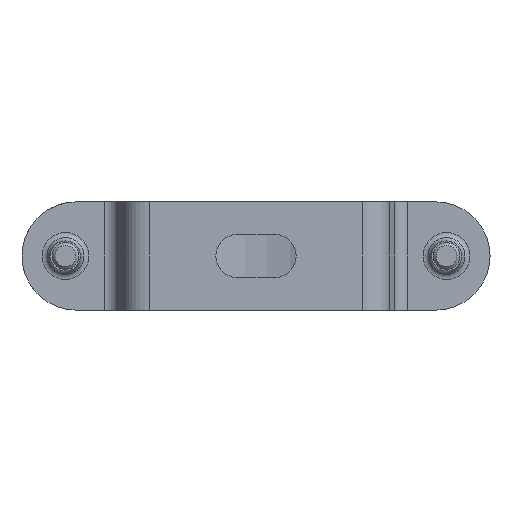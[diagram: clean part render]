
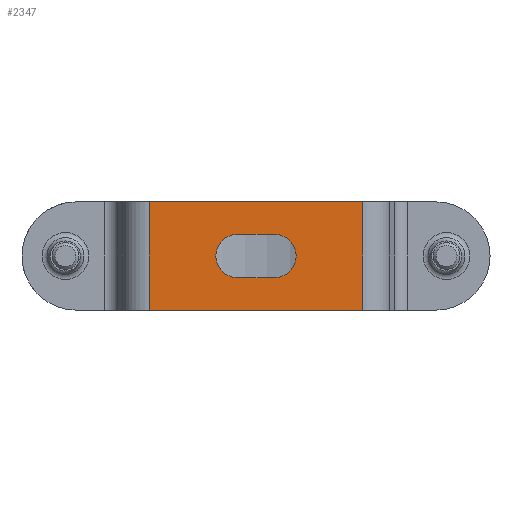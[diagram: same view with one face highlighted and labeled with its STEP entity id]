
A CAD part, front view. The second image highlights one B-rep face of the part: STEP entity #2347.
In plain terms, the highlighted planar face has unit normal (0, -1, 0).
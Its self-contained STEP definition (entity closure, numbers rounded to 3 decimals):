
#41=FACE_BOUND('',#393,.T.);
#125=PLANE('',#2613);
#255=FACE_OUTER_BOUND('',#392,.T.);
#392=EDGE_LOOP('',(#1875,#1876,#1877,#1878));
#393=EDGE_LOOP('',(#1879,#1880,#1881,#1882));
#502=LINE('',#4197,#641);
#507=LINE('',#4220,#646);
#511=LINE('',#4231,#650);
#518=LINE('',#4252,#657);
#519=LINE('',#4255,#658);
#520=LINE('',#4256,#659);
#641=VECTOR('',#3117,10.);
#646=VECTOR('',#3140,10.);
#650=VECTOR('',#3152,10.);
#657=VECTOR('',#3177,10.);
#658=VECTOR('',#3180,10.);
#659=VECTOR('',#3181,10.);
#820=CIRCLE('',#2597,3.25);
#822=CIRCLE('',#2601,3.25);
#1013=VERTEX_POINT('',#4194);
#1014=VERTEX_POINT('',#4196);
#1019=VERTEX_POINT('',#4210);
#1020=VERTEX_POINT('',#4211);
#1023=VERTEX_POINT('',#4219);
#1025=VERTEX_POINT('',#4225);
#1031=VERTEX_POINT('',#4250);
#1032=VERTEX_POINT('',#4254);
#1303=EDGE_CURVE('',#1013,#1014,#502,.T.);
#1310=EDGE_CURVE('',#1019,#1020,#820,.T.);
#1314=EDGE_CURVE('',#1023,#1019,#507,.T.);
#1317=EDGE_CURVE('',#1025,#1023,#822,.T.);
#1320=EDGE_CURVE('',#1020,#1025,#511,.T.);
#1331=EDGE_CURVE('',#1013,#1031,#518,.T.);
#1332=EDGE_CURVE('',#1032,#1031,#519,.T.);
#1333=EDGE_CURVE('',#1014,#1032,#520,.T.);
#1875=ORIENTED_EDGE('',*,*,#1331,.T.);
#1876=ORIENTED_EDGE('',*,*,#1332,.F.);
#1877=ORIENTED_EDGE('',*,*,#1333,.F.);
#1878=ORIENTED_EDGE('',*,*,#1303,.F.);
#1879=ORIENTED_EDGE('',*,*,#1310,.T.);
#1880=ORIENTED_EDGE('',*,*,#1320,.T.);
#1881=ORIENTED_EDGE('',*,*,#1317,.T.);
#1882=ORIENTED_EDGE('',*,*,#1314,.T.);
#2347=ADVANCED_FACE('',(#255,#41),#125,.T.);
#2597=AXIS2_PLACEMENT_3D('',#4212,#3132,#3133);
#2601=AXIS2_PLACEMENT_3D('',#4226,#3145,#3146);
#2613=AXIS2_PLACEMENT_3D('',#4253,#3178,#3179);
#3117=DIRECTION('',(-1.,0.,0.));
#3132=DIRECTION('center_axis',(0.,1.,0.));
#3133=DIRECTION('ref_axis',(0.,0.,-1.));
#3140=DIRECTION('',(1.,0.,0.));
#3145=DIRECTION('center_axis',(0.,1.,0.));
#3146=DIRECTION('ref_axis',(0.,0.,1.));
#3152=DIRECTION('',(-1.,0.,0.));
#3177=DIRECTION('',(0.,0.,1.));
#3178=DIRECTION('center_axis',(0.,-1.,0.));
#3179=DIRECTION('ref_axis',(1.,0.,0.));
#3180=DIRECTION('',(1.,0.,0.));
#3181=DIRECTION('',(0.,0.,1.));
#4194=CARTESIAN_POINT('',(16.,-34.937,-8.1));
#4196=CARTESIAN_POINT('',(-16.,-34.937,-8.1));
#4197=CARTESIAN_POINT('',(0.,-34.937,-8.1));
#4210=CARTESIAN_POINT('',(2.75,-34.937,3.25));
#4211=CARTESIAN_POINT('',(2.75,-34.937,-3.25));
#4212=CARTESIAN_POINT('Origin',(2.75,-34.937,0.));
#4219=CARTESIAN_POINT('',(-2.75,-34.937,3.25));
#4220=CARTESIAN_POINT('',(-9.375,-34.937,3.25));
#4225=CARTESIAN_POINT('',(-2.75,-34.937,-3.25));
#4226=CARTESIAN_POINT('Origin',(-2.75,-34.937,0.));
#4231=CARTESIAN_POINT('',(-6.625,-34.937,-3.25));
#4250=CARTESIAN_POINT('',(16.,-34.937,8.1));
#4252=CARTESIAN_POINT('',(16.,-34.937,0.));
#4253=CARTESIAN_POINT('Origin',(-16.,-34.937,0.));
#4254=CARTESIAN_POINT('',(-16.,-34.937,8.1));
#4255=CARTESIAN_POINT('',(-16.,-34.937,8.1));
#4256=CARTESIAN_POINT('',(-16.,-34.937,0.));
